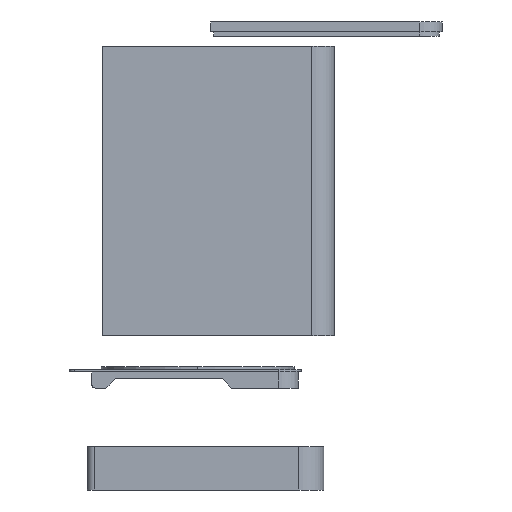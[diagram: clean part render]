
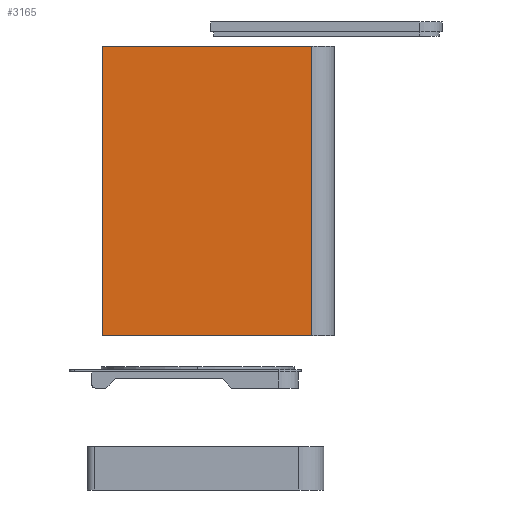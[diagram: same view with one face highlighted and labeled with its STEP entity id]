
A CAD part, left-side view. The second image highlights one B-rep face of the part: STEP entity #3165.
In plain terms, the highlighted planar face has unit normal (-1, 0, 0).
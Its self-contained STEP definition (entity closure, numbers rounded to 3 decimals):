
#781 = EDGE_LOOP ( 'NONE', ( #2418, #3597, #7926, #6536 ) ) ;
#850 = DIRECTION ( 'NONE',  ( 0., -1., 0. ) ) ;
#1117 = LINE ( 'NONE', #3188, #1649 ) ;
#1577 = DIRECTION ( 'NONE',  ( 0., 0., -1. ) ) ;
#1584 = EDGE_CURVE ( 'NONE', #5776, #7541, #8431, .T. ) ;
#1649 = VECTOR ( 'NONE', #5912, 1000. ) ;
#1658 = EDGE_CURVE ( 'NONE', #6148, #6646, #1117, .T. ) ;
#2237 = DIRECTION ( 'NONE',  ( 0., 0., -1. ) ) ;
#2418 = ORIENTED_EDGE ( 'NONE', *, *, #6452, .T. ) ;
#2976 = CARTESIAN_POINT ( 'NONE',  ( -72., -58., 180. ) ) ;
#3165 = ADVANCED_FACE ( 'NONE', ( #5582 ), #7689, .F. ) ;
#3188 = CARTESIAN_POINT ( 'NONE',  ( -72., -58., 180. ) ) ;
#3597 = ORIENTED_EDGE ( 'NONE', *, *, #1658, .F. ) ;
#3705 = EDGE_CURVE ( 'NONE', #5776, #6148, #6035, .T. ) ;
#3729 = CARTESIAN_POINT ( 'NONE',  ( -72., 72., 180. ) ) ;
#3755 = CARTESIAN_POINT ( 'NONE',  ( -72., 72., 180. ) ) ;
#4012 = VECTOR ( 'NONE', #4023, 1000. ) ;
#4023 = DIRECTION ( 'NONE',  ( 0., -1., 0. ) ) ;
#4305 = CARTESIAN_POINT ( 'NONE',  ( -72., -58., 0. ) ) ;
#4928 = LINE ( 'NONE', #4305, #8727 ) ;
#5144 = AXIS2_PLACEMENT_3D ( 'NONE', #5665, #7064, #2237 ) ;
#5427 = VECTOR ( 'NONE', #1577, 1000. ) ;
#5582 = FACE_OUTER_BOUND ( 'NONE', #781, .T. ) ;
#5665 = CARTESIAN_POINT ( 'NONE',  ( -72., -58., 180. ) ) ;
#5776 = VERTEX_POINT ( 'NONE', #3755 ) ;
#5912 = DIRECTION ( 'NONE',  ( 0., 0., -1. ) ) ;
#5945 = CARTESIAN_POINT ( 'NONE',  ( -72., -58., 180. ) ) ;
#6035 = LINE ( 'NONE', #5945, #4012 ) ;
#6148 = VERTEX_POINT ( 'NONE', #2976 ) ;
#6452 = EDGE_CURVE ( 'NONE', #7541, #6646, #4928, .T. ) ;
#6536 = ORIENTED_EDGE ( 'NONE', *, *, #1584, .T. ) ;
#6646 = VERTEX_POINT ( 'NONE', #7215 ) ;
#7064 = DIRECTION ( 'NONE',  ( 1., 0., 0. ) ) ;
#7215 = CARTESIAN_POINT ( 'NONE',  ( -72., -58., 0. ) ) ;
#7541 = VERTEX_POINT ( 'NONE', #8831 ) ;
#7689 = PLANE ( 'NONE',  #5144 ) ;
#7926 = ORIENTED_EDGE ( 'NONE', *, *, #3705, .F. ) ;
#8431 = LINE ( 'NONE', #3729, #5427 ) ;
#8727 = VECTOR ( 'NONE', #850, 1000. ) ;
#8831 = CARTESIAN_POINT ( 'NONE',  ( -72., 72., 0. ) ) ;
